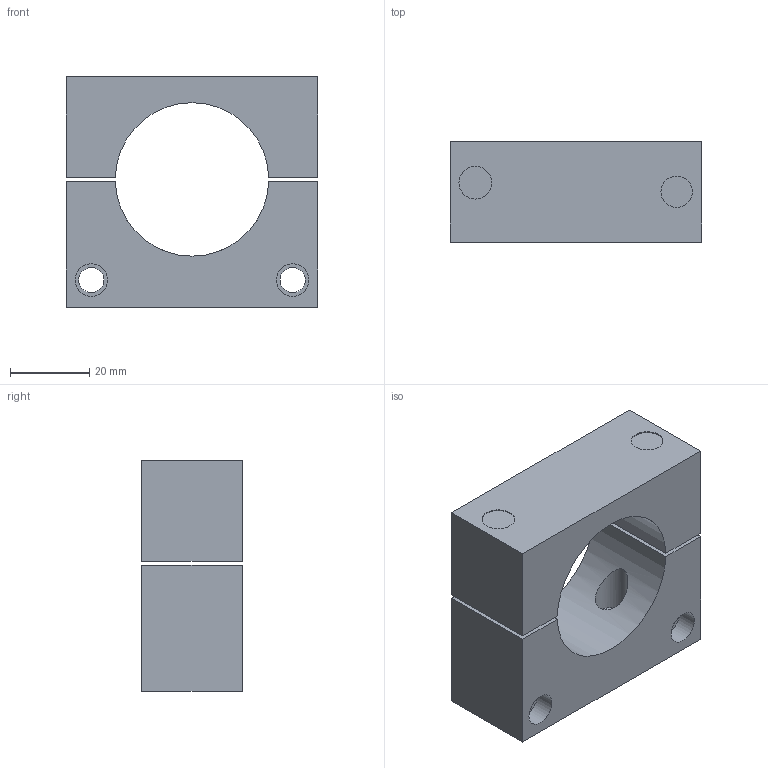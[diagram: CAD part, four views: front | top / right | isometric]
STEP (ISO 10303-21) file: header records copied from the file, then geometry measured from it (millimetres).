
FILE_DESCRIPTION(/* description */ (''),/* implementation_level */ '2;1');
FILE_NAME(/* name */ 'LB956A Universal Mount v1.step',/* time_stamp */ '2022-06-28T16:32:27-06:00',/* author */ (''),/* organization */ (''),/* preprocessor_version */ 'ST-DEVELOPER v19',/* originating_system */ 'Autodesk Translation Framework v11.7.0.108',/* authorisation */ '');
FILE_SCHEMA (('AUTOMOTIVE_DESIGN { 1 0 10303 214 3 1 1 }'));
Length unit declared in the file: millimetre
Products named in the file (1): LB956A Universal Mount
Bounding box: 63.5 x 25.4 x 58.17 mm (x, y, z)
Volume: 59917 mm3; surface area: 17022.3 mm2
Topology: 2 solids, 2 shells, 32 faces, 68 edges, 46 vertices
Faces by surface type: plane 20, cylinder 12
Full cylindrical faces by diameter (mm): 6.35 x4, 7.938 x1, 8.204 x2, 8.255 x3
Entity records: 986 total; most frequent: CARTESIAN_POINT 223, DIRECTION 152, ORIENTED_EDGE 136, EDGE_CURVE 68, AXIS2_PLACEMENT_3D 55, EDGE_LOOP 46, VERTEX_POINT 46, LINE 42
